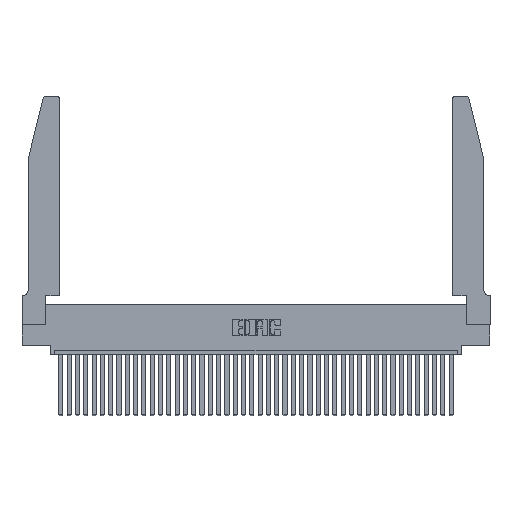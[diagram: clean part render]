
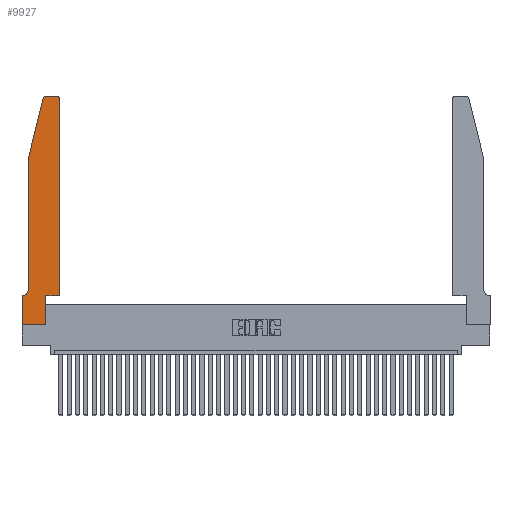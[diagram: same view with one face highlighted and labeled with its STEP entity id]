
A CAD part, top view. The second image highlights one B-rep face of the part: STEP entity #9927.
In plain terms, the highlighted planar face has unit normal (0, 0, 1).
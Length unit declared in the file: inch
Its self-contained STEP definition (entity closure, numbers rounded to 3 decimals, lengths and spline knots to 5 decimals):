
#615 = VECTOR ( 'NONE', #3090, 39.37008 ) ;
#1477 = CIRCLE ( 'NONE', #34293, 0.03 ) ;
#2640 = DIRECTION ( 'NONE',  ( -0.239, -0.971, 0. ) ) ;
#2797 = DIRECTION ( 'NONE',  ( 1., 0., 0. ) ) ;
#2924 = DIRECTION ( 'NONE',  ( 0., 0., 1. ) ) ;
#3090 = DIRECTION ( 'NONE',  ( 0., 1., 0. ) ) ;
#3327 = VERTEX_POINT ( 'NONE', #39799 ) ;
#4556 = EDGE_CURVE ( 'NONE', #9787, #29579, #27290, .T. ) ;
#4693 = DIRECTION ( 'NONE',  ( 1., 0., 0. ) ) ;
#5936 = ORIENTED_EDGE ( 'NONE', *, *, #10154, .T. ) ;
#6513 = DIRECTION ( 'NONE',  ( 1., 0., 0. ) ) ;
#6980 = EDGE_CURVE ( 'NONE', #39075, #36221, #13163, .T. ) ;
#7559 = CARTESIAN_POINT ( 'NONE',  ( 0.2605, 2.75, 0.37 ) ) ;
#7597 = VERTEX_POINT ( 'NONE', #39473 ) ;
#8061 = CARTESIAN_POINT ( 'NONE',  ( 0.4205, 2.72, 0.37 ) ) ;
#8125 = ORIENTED_EDGE ( 'NONE', *, *, #25941, .T. ) ;
#8286 = EDGE_CURVE ( 'NONE', #29579, #3327, #20195, .T. ) ;
#9201 = CARTESIAN_POINT ( 'NONE',  ( 0.4505, 2.72, 0.37 ) ) ;
#9281 = VECTOR ( 'NONE', #23053, 39.37008 ) ;
#9325 = LINE ( 'NONE', #13487, #15149 ) ;
#9417 = AXIS2_PLACEMENT_3D ( 'NONE', #27508, #2924, #2797 ) ;
#9545 = ORIENTED_EDGE ( 'NONE', *, *, #4556, .T. ) ;
#9672 = CARTESIAN_POINT ( 'NONE',  ( 0.4505, 0.35, 0.37 ) ) ;
#9787 = VERTEX_POINT ( 'NONE', #24768 ) ;
#9799 = LINE ( 'NONE', #36986, #615 ) ;
#9927 = ADVANCED_FACE ( 'NONE', ( #14292 ), #27091, .T. ) ;
#10154 = EDGE_CURVE ( 'NONE', #25085, #9787, #13769, .T. ) ;
#10415 = VECTOR ( 'NONE', #34319, 39.37008 ) ;
#10624 = EDGE_CURVE ( 'NONE', #12339, #30256, #31105, .T. ) ;
#11847 = ORIENTED_EDGE ( 'NONE', *, *, #14592, .T. ) ;
#12339 = VERTEX_POINT ( 'NONE', #30957 ) ;
#12545 = DIRECTION ( 'NONE',  ( 0., 0., 1. ) ) ;
#13163 = LINE ( 'NONE', #7559, #9281 ) ;
#13487 = CARTESIAN_POINT ( 'NONE',  ( 0.4505, 0.35, 0.37 ) ) ;
#13734 = VECTOR ( 'NONE', #32281, 39.37008 ) ;
#13769 = LINE ( 'NONE', #21260, #24856 ) ;
#14012 = EDGE_LOOP ( 'NONE', ( #33916, #20514, #5936, #9545, #36284, #8125, #18868, #32668, #38242, #28706, #11847, #27361 ) ) ;
#14292 = FACE_OUTER_BOUND ( 'NONE', #14012, .T. ) ;
#14592 = EDGE_CURVE ( 'NONE', #30256, #33435, #9325, .T. ) ;
#15149 = VECTOR ( 'NONE', #36759, 39.37008 ) ;
#16340 = VECTOR ( 'NONE', #35240, 39.37008 ) ;
#16357 = CARTESIAN_POINT ( 'NONE',  ( 0.25487, 2.72718, 0.37 ) ) ;
#17132 = DIRECTION ( 'NONE',  ( 0., 0., 1. ) ) ;
#17780 = LINE ( 'NONE', #32113, #16340 ) ;
#17808 = VERTEX_POINT ( 'NONE', #19181 ) ;
#18481 = CIRCLE ( 'NONE', #36400, 0.03 ) ;
#18868 = ORIENTED_EDGE ( 'NONE', *, *, #36769, .T. ) ;
#18876 = EDGE_CURVE ( 'NONE', #26045, #17808, #17780, .T. ) ;
#19181 = CARTESIAN_POINT ( 'NONE',  ( 0.2865, 0., 0.37 ) ) ;
#19504 = CARTESIAN_POINT ( 'NONE',  ( 0.0755, 0.42, 0.37 ) ) ;
#19799 = CARTESIAN_POINT ( 'NONE',  ( 0.284, 2.75, 0.37 ) ) ;
#20195 = CIRCLE ( 'NONE', #35743, 0.07 ) ;
#20511 = DIRECTION ( 'NONE',  ( 0., -1., 0. ) ) ;
#20514 = ORIENTED_EDGE ( 'NONE', *, *, #23234, .T. ) ;
#21097 = VECTOR ( 'NONE', #36238, 39.37008 ) ;
#21260 = CARTESIAN_POINT ( 'NONE',  ( 0.0755, 2., 0.37 ) ) ;
#21265 = CARTESIAN_POINT ( 'NONE',  ( 0.4205, 2.75, 0.37 ) ) ;
#21370 = CARTESIAN_POINT ( 'NONE',  ( 0., 0., 0.37 ) ) ;
#23053 = DIRECTION ( 'NONE',  ( -1., 0., 0. ) ) ;
#23234 = EDGE_CURVE ( 'NONE', #36221, #25085, #18481, .T. ) ;
#23868 = EDGE_CURVE ( 'NONE', #33435, #39075, #1477, .T. ) ;
#24212 = LINE ( 'NONE', #33301, #39682 ) ;
#24592 = CARTESIAN_POINT ( 'NONE',  ( 0.284, 2.72, 0.37 ) ) ;
#24768 = CARTESIAN_POINT ( 'NONE',  ( 0.0755, 2., 0.37 ) ) ;
#24856 = VECTOR ( 'NONE', #2640, 39.37008 ) ;
#25085 = VERTEX_POINT ( 'NONE', #16357 ) ;
#25941 = EDGE_CURVE ( 'NONE', #3327, #7597, #34603, .T. ) ;
#26045 = VERTEX_POINT ( 'NONE', #21370 ) ;
#27091 = PLANE ( 'NONE',  #9417 ) ;
#27290 = LINE ( 'NONE', #30949, #10415 ) ;
#27361 = ORIENTED_EDGE ( 'NONE', *, *, #23868, .T. ) ;
#27508 = CARTESIAN_POINT ( 'NONE',  ( 0., 0.35, 0.37 ) ) ;
#28706 = ORIENTED_EDGE ( 'NONE', *, *, #10624, .T. ) ;
#29579 = VERTEX_POINT ( 'NONE', #19504 ) ;
#29813 = DIRECTION ( 'NONE',  ( -1., 0., 0. ) ) ;
#29881 = CARTESIAN_POINT ( 'NONE',  ( 0.0755, 0.35, 0.37 ) ) ;
#30256 = VERTEX_POINT ( 'NONE', #9672 ) ;
#30949 = CARTESIAN_POINT ( 'NONE',  ( 0.0755, 2., 0.37 ) ) ;
#30957 = CARTESIAN_POINT ( 'NONE',  ( 0.2865, 0.35, 0.37 ) ) ;
#31105 = LINE ( 'NONE', #38379, #13734 ) ;
#32113 = CARTESIAN_POINT ( 'NONE',  ( 0., 0., 0.37 ) ) ;
#32281 = DIRECTION ( 'NONE',  ( 1., 0., 0. ) ) ;
#32323 = EDGE_CURVE ( 'NONE', #17808, #12339, #9799, .T. ) ;
#32668 = ORIENTED_EDGE ( 'NONE', *, *, #18876, .T. ) ;
#33301 = CARTESIAN_POINT ( 'NONE',  ( 0., 0., 0.37 ) ) ;
#33435 = VERTEX_POINT ( 'NONE', #9201 ) ;
#33916 = ORIENTED_EDGE ( 'NONE', *, *, #6980, .T. ) ;
#34293 = AXIS2_PLACEMENT_3D ( 'NONE', #8061, #17132, #4693 ) ;
#34319 = DIRECTION ( 'NONE',  ( 0., -1., 0. ) ) ;
#34603 = LINE ( 'NONE', #29881, #21097 ) ;
#35240 = DIRECTION ( 'NONE',  ( 1., 0., 0. ) ) ;
#35743 = AXIS2_PLACEMENT_3D ( 'NONE', #36300, #38886, #29813 ) ;
#36221 = VERTEX_POINT ( 'NONE', #19799 ) ;
#36238 = DIRECTION ( 'NONE',  ( -1., 0., 0. ) ) ;
#36284 = ORIENTED_EDGE ( 'NONE', *, *, #8286, .T. ) ;
#36300 = CARTESIAN_POINT ( 'NONE',  ( 0.0055, 0.42, 0.37 ) ) ;
#36400 = AXIS2_PLACEMENT_3D ( 'NONE', #24592, #12545, #6513 ) ;
#36759 = DIRECTION ( 'NONE',  ( 0., 1., 0. ) ) ;
#36769 = EDGE_CURVE ( 'NONE', #7597, #26045, #24212, .T. ) ;
#36986 = CARTESIAN_POINT ( 'NONE',  ( 0.2865, 0.35, 0.37 ) ) ;
#38242 = ORIENTED_EDGE ( 'NONE', *, *, #32323, .T. ) ;
#38379 = CARTESIAN_POINT ( 'NONE',  ( 0.4505, 0.35, 0.37 ) ) ;
#38886 = DIRECTION ( 'NONE',  ( 0., 0., -1. ) ) ;
#39075 = VERTEX_POINT ( 'NONE', #21265 ) ;
#39473 = CARTESIAN_POINT ( 'NONE',  ( 0., 0.35, 0.37 ) ) ;
#39682 = VECTOR ( 'NONE', #20511, 39.37008 ) ;
#39799 = CARTESIAN_POINT ( 'NONE',  ( 0.0055, 0.35, 0.37 ) ) ;
